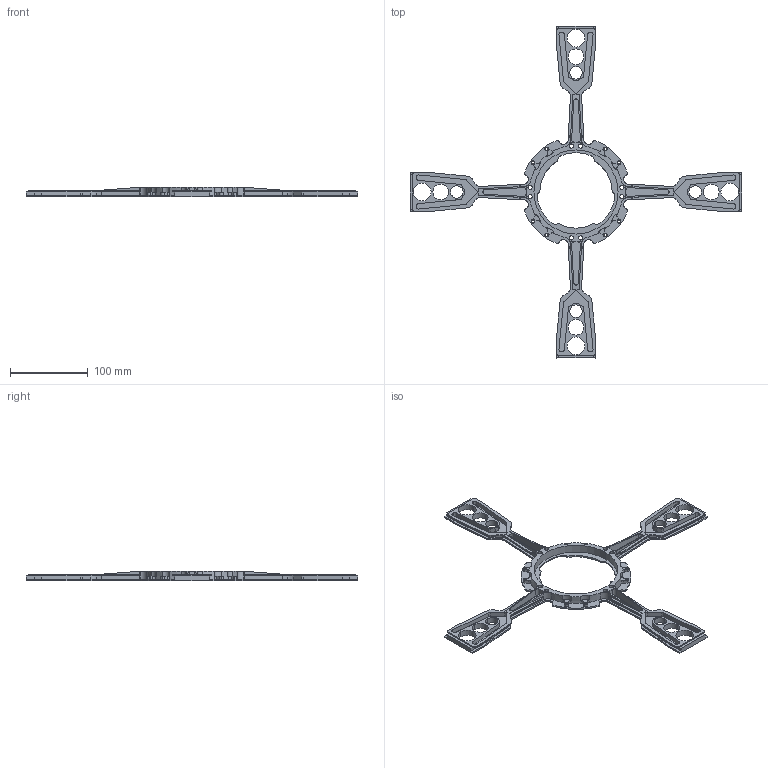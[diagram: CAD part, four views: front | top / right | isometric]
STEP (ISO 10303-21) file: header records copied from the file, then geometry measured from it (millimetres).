
FILE_DESCRIPTION((''),'2;1');
FILE_NAME('PP1_CRUCIFORM_PLATE_REV_B','2006-06-29T',('ericcan'),('Lawrence Berkeley National Lab'),'PRO/ENGINEER BY PARAMETRIC TECHNOLOGY CORPORATION, 2004280','PRO/ENGINEER BY PARAMETRIC TECHNOLOGY CORPORATION, 2004280','');
FILE_SCHEMA(('CONFIG_CONTROL_DESIGN'));
Length unit declared in the file: millimetre
Products named in the file (1): PP1_CRUCIFORM_PLATE_REV_B
Bounding box: 426.18 x 426.18 x 12.7 mm (x, y, z)
Volume: 109727.9 mm3; surface area: 94804.6 mm2
Topology: 1 solids, 9 shells, 522 faces, 1511 edges, 1000 vertices
Faces by surface type: cylinder 266, plane 227, cone 20, torus 9
Entity records: 17679 total; most frequent: CARTESIAN_POINT 3400, DIRECTION 3038, ORIENTED_EDGE 2990, EDGE_CURVE 1511, AXIS2_PLACEMENT_3D 1090, VERTEX_POINT 1000, VECTOR 858, LINE 858
